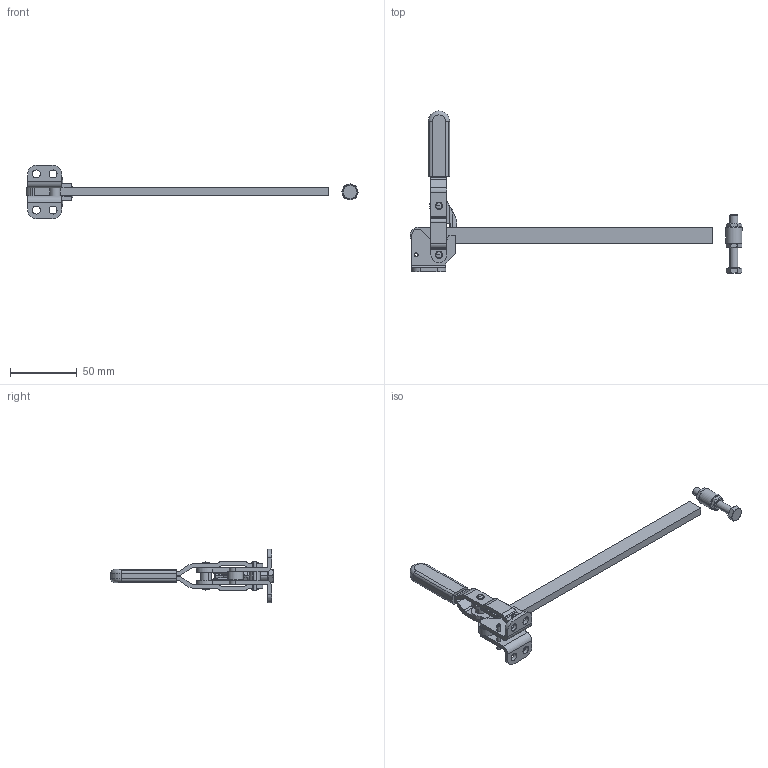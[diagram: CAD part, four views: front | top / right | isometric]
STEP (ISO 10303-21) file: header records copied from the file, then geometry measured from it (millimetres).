
FILE_DESCRIPTION((''),'2;1');
FILE_NAME('MG7B-200.stp','2009-11-24T15:40:00',('David'),(''),'Autodesk Inventor 8','Autodesk Inventor 8','');
FILE_SCHEMA(('AUTOMOTIVE_DESIGN { 1 0 10303 214 1 1 1 1 }'));
Length unit declared in the file: millimetre
Products named in the file (7): MG7B-200; MG7 SIDEPLATE B ASSEMBLY; MG7 HANDLE ASSEMBLY; MG7 LINK ASSEMBLY; MG7 BOSS ASSEMBLY; MG7 BAR-200 V.1.1; ISO 4017  (Regular Thread) M6 x 40
Assembly tree (6 placements, depth 2):
  MG7B-200
    MG7 SIDEPLATE B ASSEMBLY
    MG7 HANDLE ASSEMBLY
    MG7 LINK ASSEMBLY
    MG7 BOSS ASSEMBLY
    MG7 BAR-200 V.1.1
    ISO 4017  (Regular Thread) M6 x 40
Bounding box: 248.75 x 121.5 x 40.01 mm (x, y, z)
Volume: 40467 mm3; surface area: 26665.5 mm2
Topology: 6 solids, 6 shells, 331 faces, 862 edges, 554 vertices
Faces by surface type: plane 106, cylinder 97, bspline 64, cone 42, torus 18, sphere 4
Entity records: 11345 total; most frequent: CARTESIAN_POINT 3040, DIRECTION 1748, ORIENTED_EDGE 1708, EDGE_CURVE 854, AXIS2_PLACEMENT_3D 662, VERTEX_POINT 554, VECTOR 424, LINE 424
